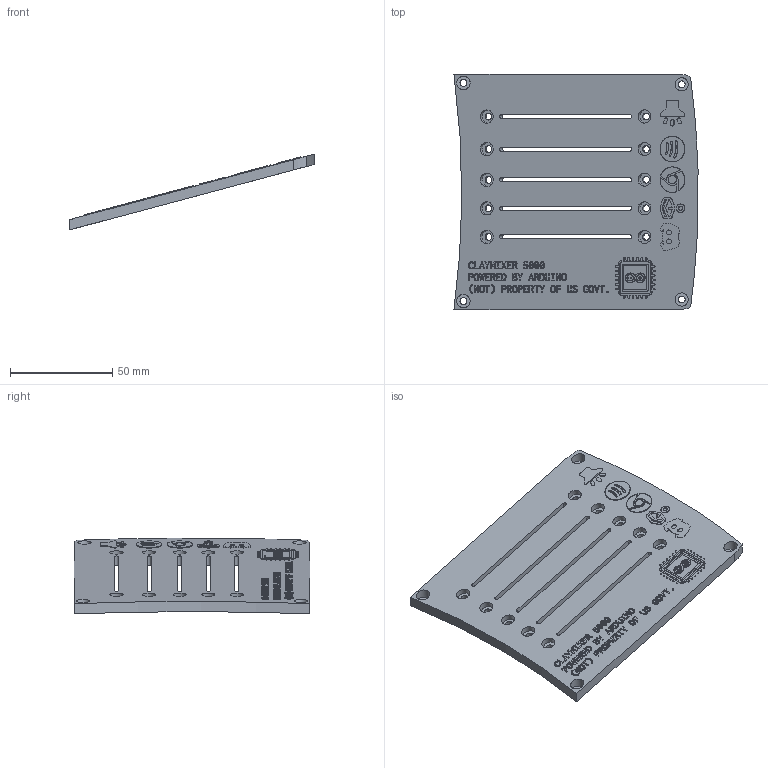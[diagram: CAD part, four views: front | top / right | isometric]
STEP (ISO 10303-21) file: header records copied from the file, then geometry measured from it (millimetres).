
FILE_DESCRIPTION(/* description */ ('STEP AP242','CAx-IF Rec.Pracs.---Representation and Presentation of Product Manufacturing Information (PMI)---4.0---2014-10-13','CAx-IF Rec.Pracs.---3D Tessellated Geometry---0.4---2014-09-14','2;1'),/* implementation_level */ '2;1');
FILE_NAME(/* name */ '66a6a38a9bc084146473595c',/* time_stamp */ '2024-07-28T20:01:17Z',/* author */ (''),/* organization */ (''),/* preprocessor_version */ 'ST-DEVELOPER v20',/* originating_system */ ' ',/* authorisation */ ' ');
FILE_SCHEMA (('AP242_MANAGED_MODEL_BASED_3D_ENGINEERING_MIM_LF { 1 0 10303 442 1 1 4 }'));
Products named in the file (1): Lid
Bounding box: 119.66 x 115.6 x 37.06 mm (x, y, z)
Volume: 62306.3 mm3; surface area: 33526.5 mm2
Topology: 1 solids, 1 shells, 3046 faces, 8775 edges, 5850 vertices
Faces by surface type: plane 2440, bspline 568, cylinder 38
Full cylindrical faces by diameter (mm): 3.4 x14, 6.5 x14
Entity records: 100107 total; most frequent: CARTESIAN_POINT 23954, ORIENTED_EDGE 17494, DIRECTION 12645, EDGE_CURVE 8747, LINE 7535, VECTOR 7535, VERTEX_POINT 5850, EDGE_LOOP 3231
